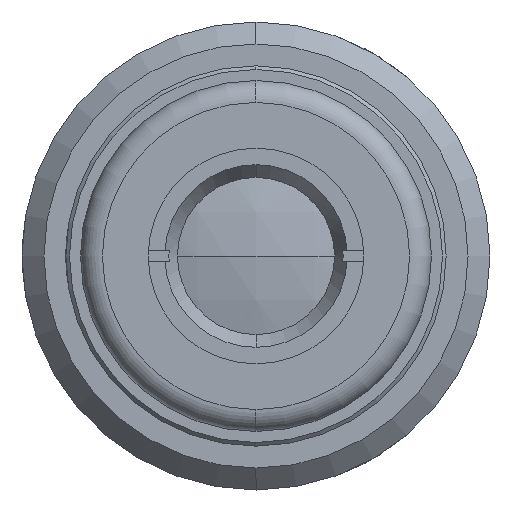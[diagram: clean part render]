
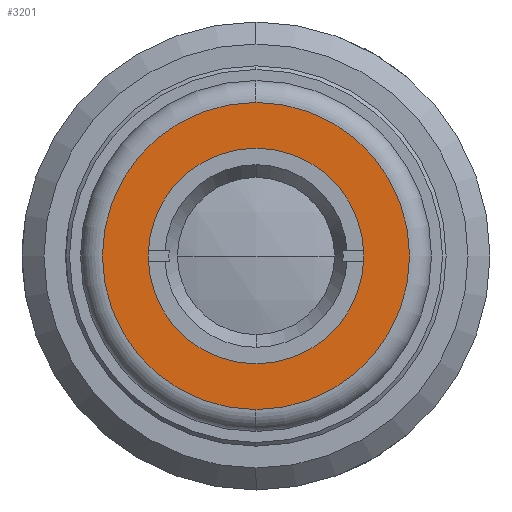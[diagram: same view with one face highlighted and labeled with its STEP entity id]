
A CAD part, left-side view. The second image highlights one B-rep face of the part: STEP entity #3201.
In plain terms, the highlighted planar face has unit normal (-1, 0, 0).
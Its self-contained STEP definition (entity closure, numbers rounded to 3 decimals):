
#16 = EDGE_CURVE ( 'NONE', #1516, #960, #3883, .T. ) ;
#254 = VERTEX_POINT ( 'NONE', #1892 ) ;
#336 = DIRECTION ( 'NONE',  ( -1., 0., 0. ) ) ;
#348 = DIRECTION ( 'NONE',  ( -1., 0., 0. ) ) ;
#491 = CIRCLE ( 'NONE', #2920, 21. ) ;
#592 = CARTESIAN_POINT ( 'NONE',  ( -33.9, 24., 0. ) ) ;
#645 = CARTESIAN_POINT ( 'NONE',  ( -33.9, 0., -21. ) ) ;
#647 = CARTESIAN_POINT ( 'NONE',  ( -33.9, 0., 0. ) ) ;
#751 = EDGE_LOOP ( 'NONE', ( #831, #1740 ) ) ;
#794 = DIRECTION ( 'NONE',  ( -1., 0., 0. ) ) ;
#831 = ORIENTED_EDGE ( 'NONE', *, *, #1429, .F. ) ;
#960 = VERTEX_POINT ( 'NONE', #3563 ) ;
#1168 = FACE_BOUND ( 'NONE', #751, .T. ) ;
#1226 = CARTESIAN_POINT ( 'NONE',  ( -33.9, 0., 0. ) ) ;
#1429 = EDGE_CURVE ( 'NONE', #254, #3286, #3127, .T. ) ;
#1435 = DIRECTION ( 'NONE',  ( 0., 0., -1. ) ) ;
#1457 = PLANE ( 'NONE',  #2716 ) ;
#1516 = VERTEX_POINT ( 'NONE', #645 ) ;
#1523 = CIRCLE ( 'NONE', #3740, 14.75 ) ;
#1679 = AXIS2_PLACEMENT_3D ( 'NONE', #1226, #348, #2466 ) ;
#1740 = ORIENTED_EDGE ( 'NONE', *, *, #3730, .F. ) ;
#1892 = CARTESIAN_POINT ( 'NONE',  ( -33.9, 0., 14.75 ) ) ;
#2035 = FACE_OUTER_BOUND ( 'NONE', #3876, .T. ) ;
#2146 = CARTESIAN_POINT ( 'NONE',  ( -33.9, 0., -14.75 ) ) ;
#2192 = DIRECTION ( 'NONE',  ( 0., 0., 1. ) ) ;
#2451 = CARTESIAN_POINT ( 'NONE',  ( -33.9, 0., 0. ) ) ;
#2466 = DIRECTION ( 'NONE',  ( 0., 0., -1. ) ) ;
#2716 = AXIS2_PLACEMENT_3D ( 'NONE', #592, #3246, #1435 ) ;
#2920 = AXIS2_PLACEMENT_3D ( 'NONE', #2931, #794, #3814 ) ;
#2931 = CARTESIAN_POINT ( 'NONE',  ( -33.9, 0., 0. ) ) ;
#3034 = EDGE_CURVE ( 'NONE', #960, #1516, #491, .T. ) ;
#3098 = DIRECTION ( 'NONE',  ( -1., 0., 0. ) ) ;
#3127 = CIRCLE ( 'NONE', #3908, 14.75 ) ;
#3170 = ORIENTED_EDGE ( 'NONE', *, *, #16, .T. ) ;
#3201 = ADVANCED_FACE ( 'NONE', ( #2035, #1168 ), #1457, .F. ) ;
#3246 = DIRECTION ( 'NONE',  ( 1., 0., 0. ) ) ;
#3286 = VERTEX_POINT ( 'NONE', #2146 ) ;
#3301 = ORIENTED_EDGE ( 'NONE', *, *, #3034, .T. ) ;
#3563 = CARTESIAN_POINT ( 'NONE',  ( -33.9, 0., 21. ) ) ;
#3608 = DIRECTION ( 'NONE',  ( 0., 0., 1. ) ) ;
#3730 = EDGE_CURVE ( 'NONE', #3286, #254, #1523, .T. ) ;
#3740 = AXIS2_PLACEMENT_3D ( 'NONE', #647, #3098, #3608 ) ;
#3814 = DIRECTION ( 'NONE',  ( 0., 0., -1. ) ) ;
#3876 = EDGE_LOOP ( 'NONE', ( #3170, #3301 ) ) ;
#3883 = CIRCLE ( 'NONE', #1679, 21. ) ;
#3908 = AXIS2_PLACEMENT_3D ( 'NONE', #2451, #336, #2192 ) ;
